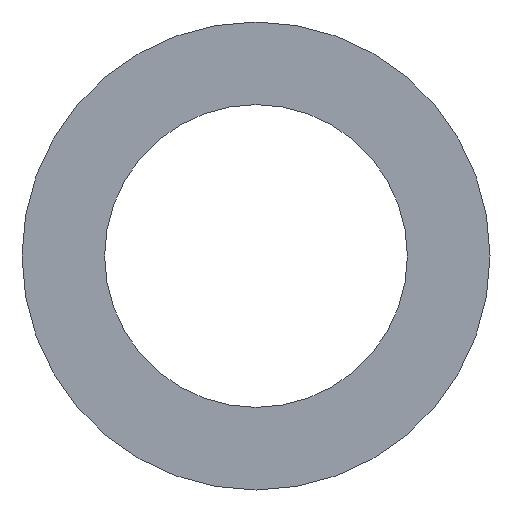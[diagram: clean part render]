
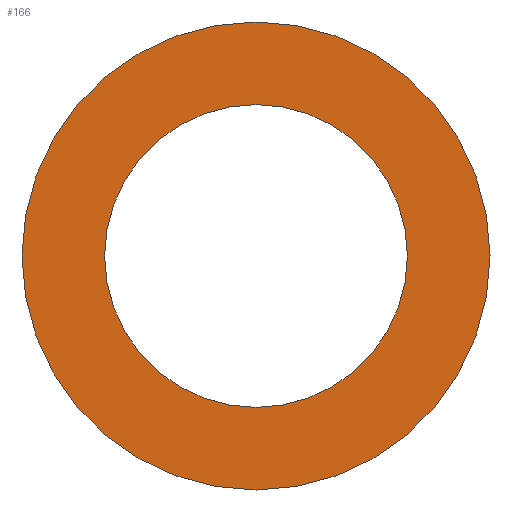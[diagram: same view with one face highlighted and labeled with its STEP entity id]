
A CAD part, left-side view. The second image highlights one B-rep face of the part: STEP entity #166.
In plain terms, the highlighted planar face has unit normal (-1, 0, 0).
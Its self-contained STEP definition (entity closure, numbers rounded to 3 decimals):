
#80 = VERTEX_POINT( '', #193 );
#90 = VERTEX_POINT( '', #203 );
#96 = EDGE_CURVE( '', #120, #106, #209, .T. );
#106 = VERTEX_POINT( '', #221 );
#108 = EDGE_CURVE( '', #106, #120, #223, .T. );
#120 = VERTEX_POINT( '', #239 );
#140 = EDGE_CURVE( '', #80, #90, #262, .T. );
#154 = EDGE_CURVE( '', #90, #80, #277, .T. );
#166 = ADVANCED_FACE( '', ( #290, #291 ), #292, .T. );
#193 = CARTESIAN_POINT( '', ( -82., -51.1, 0. ) );
#203 = CARTESIAN_POINT( '', ( -82., 51.1, 0. ) );
#209 = CIRCLE( '', #333, 79. );
#221 = CARTESIAN_POINT( '', ( -82., 79., 0. ) );
#223 = CIRCLE( '', #351, 79. );
#239 = CARTESIAN_POINT( '', ( -82., -79., 0. ) );
#262 = CIRCLE( '', #398, 51.1 );
#277 = CIRCLE( '', #415, 51.1 );
#290 = FACE_BOUND( '', #435, .T. );
#291 = FACE_OUTER_BOUND( '', #436, .T. );
#292 = PLANE( '', #437 );
#333 = AXIS2_PLACEMENT_3D( '', #458, #459, #460 );
#351 = AXIS2_PLACEMENT_3D( '', #481, #482, #483 );
#398 = AXIS2_PLACEMENT_3D( '', #535, #536, #537 );
#415 = AXIS2_PLACEMENT_3D( '', #553, #554, #555 );
#435 = EDGE_LOOP( '', ( #571, #572 ) );
#436 = EDGE_LOOP( '', ( #573, #574 ) );
#437 = AXIS2_PLACEMENT_3D( '', #575, #576, #577 );
#458 = CARTESIAN_POINT( '', ( -82., 0., 0. ) );
#459 = DIRECTION( '', ( -1., 0., 0. ) );
#460 = DIRECTION( '', ( 0., 1., 0. ) );
#481 = CARTESIAN_POINT( '', ( -82., 0., 0. ) );
#482 = DIRECTION( '', ( -1., 0., 0. ) );
#483 = DIRECTION( '', ( 0., 1., 0. ) );
#535 = CARTESIAN_POINT( '', ( -82., 0., 0. ) );
#536 = DIRECTION( '', ( -1., 0., 0. ) );
#537 = DIRECTION( '', ( 0., 1., 0. ) );
#553 = CARTESIAN_POINT( '', ( -82., 0., 0. ) );
#554 = DIRECTION( '', ( -1., 0., 0. ) );
#555 = DIRECTION( '', ( 0., 1., 0. ) );
#571 = ORIENTED_EDGE( '', *, *, #154, .F. );
#572 = ORIENTED_EDGE( '', *, *, #140, .F. );
#573 = ORIENTED_EDGE( '', *, *, #108, .T. );
#574 = ORIENTED_EDGE( '', *, *, #96, .T. );
#575 = CARTESIAN_POINT( '', ( -82., 65.05, 0. ) );
#576 = DIRECTION( '', ( -1., 0., 0. ) );
#577 = DIRECTION( '', ( 0., 1., 0. ) );
